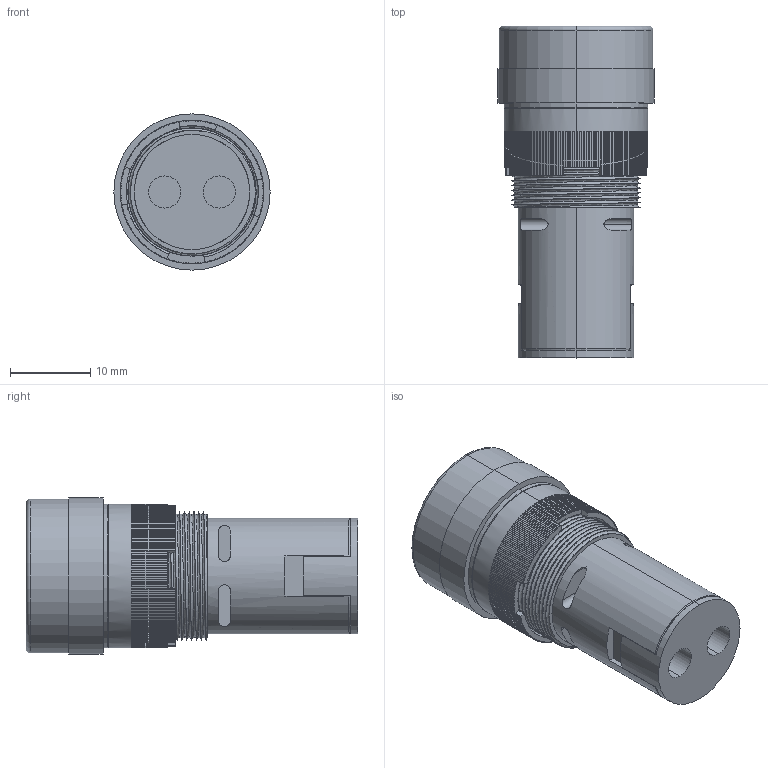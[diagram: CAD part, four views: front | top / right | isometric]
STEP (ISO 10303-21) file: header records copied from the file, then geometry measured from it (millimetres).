
FILE_DESCRIPTION (( 'STEP AP214' ), '1' );
FILE_NAME ('BLS10-ADDS-110-K06-16 Ëàìïà AD16DS(LED)ìàòðèöà d16ìì çåëåíûé 110Â AC_DC ÈÝÊ.STEP', '2018-01-15T10:09:01', ( '' ), ( '' ), 'SwSTEP 2.0', 'SolidWorks 2014', '' );
FILE_SCHEMA (( 'AUTOMOTIVE_DESIGN' ));
Length unit declared in the file: millimetre
Products named in the file (1): BLS10-ADDS-110-K06-16 Ëàìïà AD16DS(LED)ìàòðèöà d16ìì çåëåíûé 110Â AC_DC  ÈÝÊ
Bounding box: 19.5 x 41.4 x 19.5 mm (x, y, z)
Volume: 8576.4 mm3; surface area: 3425.6 mm2
Topology: 1 solids, 1 shells, 640 faces, 1901 edges, 1263 vertices
Faces by surface type: plane 577, cylinder 53, bspline 8, torus 2
Entity records: 25001 total; most frequent: CARTESIAN_POINT 7836, ORIENTED_EDGE 3802, DIRECTION 3373, EDGE_CURVE 1901, LINE 1435, VECTOR 1435, VERTEX_POINT 1263, AXIS2_PLACEMENT_3D 969
